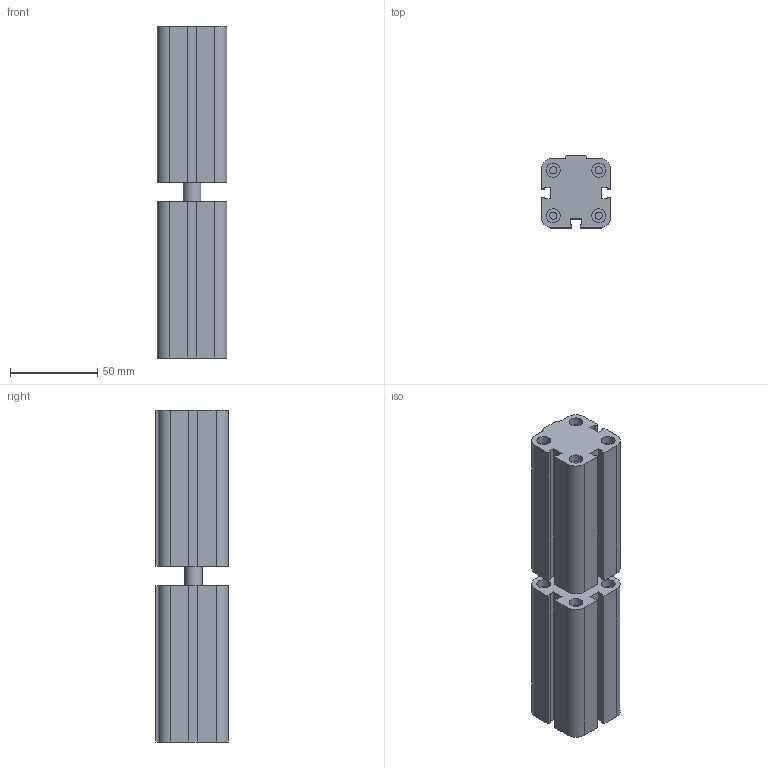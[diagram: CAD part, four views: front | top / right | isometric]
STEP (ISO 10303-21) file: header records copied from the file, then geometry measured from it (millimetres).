
FILE_DESCRIPTION(/* description */ ('Unknown'),/* implementation_level */ '2;1');
FILE_NAME(/* name */ '1581.25.50.50.D',/* time_stamp */ '2019-12-16T14:42:27-05:00',/* author */ ('Unknown'),/* organization */ ('Unknown'),/* preprocessor_version */ 'ST-DEVELOPER v16.7',/* originating_system */ 'DEX',/* authorisation */ $);
FILE_SCHEMA (('AUTOMOTIVE_DESIGN {1 0 10303 214 3 1 1}'));
Length unit declared in the file: millimetre
Products named in the file (5): 1582.25.50.50.D; 1581.25.50.01.1; 1581_25_0050_01_1_C; 1561_25_0050_01_1_S; 1581.25.50.01.1-2
Assembly tree (5 placements, depth 3):
  1582.25.50.50.D
    1581.25.50.01.1
      1581_25_0050_01_1_C
      1561_25_0050_01_1_S
    1581.25.50.01.1-2
      1581_25_0050_01_1_C
Bounding box: 40 x 41.5 x 190 mm (x, y, z)
Volume: 216474.3 mm3; surface area: 63843.8 mm2
Topology: 3 solids, 3 shells, 163 faces, 346 edges, 231 vertices
Faces by surface type: plane 112, cylinder 51
Full cylindrical faces by diameter (mm): 4.134 x20, 8 x16, 10 x3, 25 x4
Entity records: 2854 total; most frequent: DIRECTION 390, CARTESIAN_POINT 363, ORIENTED_EDGE 308, EDGE_CURVE 154, AXIS2_PLACEMENT_3D 145, EDGE_LOOP 130, FACE_BOUND 130, VERTEX_POINT 118
